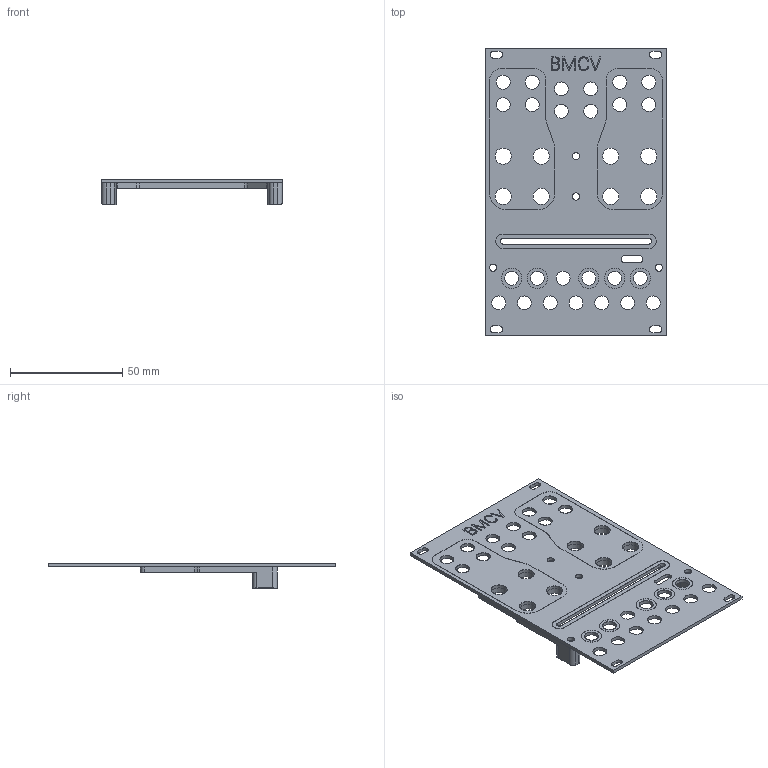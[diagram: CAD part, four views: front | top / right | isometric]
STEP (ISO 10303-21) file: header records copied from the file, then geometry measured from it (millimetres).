
FILE_DESCRIPTION(/* description */ (''),/* implementation_level */ '2;1');
FILE_NAME(/* name */ 'CataclystPanel.step',/* time_stamp */ '2025-01-03T00:52:30+01:00',/* author */ (''),/* organization */ (''),/* preprocessor_version */ 'ST-DEVELOPER v20',/* originating_system */ 'Autodesk Translation Framework v13.20.0.188',/* authorisation */ '');
FILE_SCHEMA (('AUTOMOTIVE_DESIGN { 1 0 10303 214 3 1 1 }'));
Length unit declared in the file: millimetre
Products named in the file (3): CataclystPanel; Component2; Bracket
Assembly tree (2 placements, depth 2):
  CataclystPanel
    Component2
    Bracket
Bounding box: 81 x 128.5 x 11.4 mm (x, y, z)
Volume: 21789.6 mm3; surface area: 34197.6 mm2
Topology: 14 solids, 14 shells, 394 faces, 1056 edges, 704 vertices
Faces by surface type: plane 184, cylinder 144, bspline 66
Full cylindrical faces by diameter (mm): 3.2 x4, 4 x2, 4.2 x2, 6.2 x38, 7.2 x24, 9 x10
Entity records: 13461 total; most frequent: CARTESIAN_POINT 3345, ORIENTED_EDGE 2112, DIRECTION 1882, EDGE_CURVE 1056, VERTEX_POINT 704, LINE 632, VECTOR 632, AXIS2_PLACEMENT_3D 625
